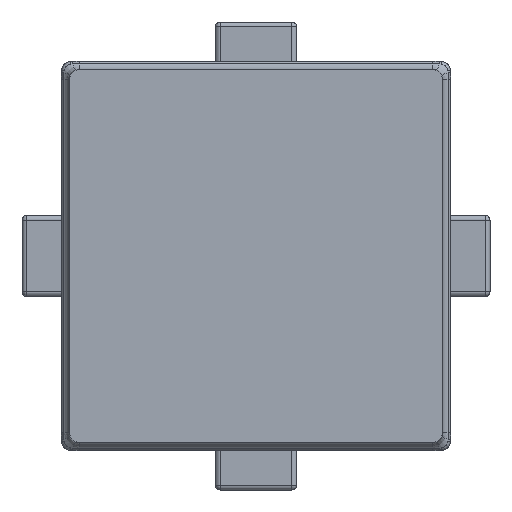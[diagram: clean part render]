
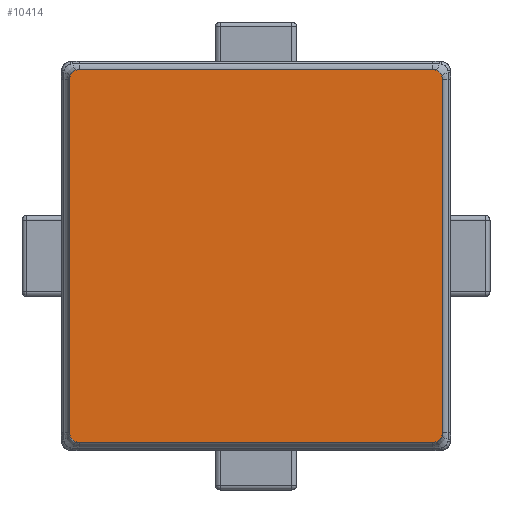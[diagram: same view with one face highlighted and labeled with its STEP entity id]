
A CAD part, front view. The second image highlights one B-rep face of the part: STEP entity #10414.
In plain terms, the highlighted planar face has unit normal (0, -1, 0).
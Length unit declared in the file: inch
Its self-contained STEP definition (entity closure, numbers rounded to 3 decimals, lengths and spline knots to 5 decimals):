
#3305=CARTESIAN_POINT('',(-1.085,-0.42,1.085));
#3306=DIRECTION('',(0.,-1.,0.));
#3307=DIRECTION('',(0.,0.,1.));
#3308=AXIS2_PLACEMENT_3D('',#3305,#3306,#3307);
#3335=CARTESIAN_POINT('',(1.085,-0.42,-1.085));
#3336=DIRECTION('',(0.,-1.,0.));
#3337=DIRECTION('',(0.,0.,-1.));
#3338=AXIS2_PLACEMENT_3D('',#3335,#3336,#3337);
#3365=DIRECTION('',(0.,0.,-1.));
#3366=VECTOR('',#3365,2.17);
#3367=CARTESIAN_POINT('',(1.145,-0.42,1.085));
#3368=LINE('',#3367,#3366);
#3381=CARTESIAN_POINT('',(1.085,-0.42,1.085));
#3382=DIRECTION('',(0.,-1.,0.));
#3383=DIRECTION('',(1.,0.,0.));
#3384=AXIS2_PLACEMENT_3D('',#3381,#3382,#3383);
#3411=DIRECTION('',(1.,0.,0.));
#3412=VECTOR('',#3411,2.17);
#3413=CARTESIAN_POINT('',(-1.085,-0.42,1.145));
#3414=LINE('',#3413,#3412);
#3427=DIRECTION('',(-1.,0.,0.));
#3428=VECTOR('',#3427,2.17);
#3429=CARTESIAN_POINT('',(1.085,-0.42,-1.145));
#3430=LINE('',#3429,#3428);
#3443=CARTESIAN_POINT('',(-1.085,-0.42,-1.085));
#3444=DIRECTION('',(0.,-1.,0.));
#3445=DIRECTION('',(-1.,0.,0.));
#3446=AXIS2_PLACEMENT_3D('',#3443,#3444,#3445);
#3473=DIRECTION('',(0.,0.,1.));
#3474=VECTOR('',#3473,2.17);
#3475=CARTESIAN_POINT('',(-1.145,-0.42,-1.085));
#3476=LINE('',#3475,#3474);
#3882=CARTESIAN_POINT('',(1.085,-0.42,-1.145));
#3883=CARTESIAN_POINT('',(1.145,-0.42,-1.085));
#3884=VERTEX_POINT('',#3882);
#3885=VERTEX_POINT('',#3883);
#3886=CARTESIAN_POINT('',(-1.085,-0.42,-1.145));
#3887=VERTEX_POINT('',#3886);
#3888=CARTESIAN_POINT('',(-1.145,-0.42,-1.085));
#3889=VERTEX_POINT('',#3888);
#3890=CARTESIAN_POINT('',(-1.145,-0.42,1.085));
#3891=VERTEX_POINT('',#3890);
#3892=CARTESIAN_POINT('',(-1.085,-0.42,1.145));
#3893=VERTEX_POINT('',#3892);
#3894=CARTESIAN_POINT('',(1.085,-0.42,1.145));
#3895=VERTEX_POINT('',#3894);
#3896=CARTESIAN_POINT('',(1.145,-0.42,1.085));
#3897=VERTEX_POINT('',#3896);
#10392=CARTESIAN_POINT('',(0.,-0.42,0.));
#10393=DIRECTION('',(0.,1.,0.));
#10394=DIRECTION('',(1.,0.,0.));
#10395=AXIS2_PLACEMENT_3D('',#10392,#10393,#10394);
#10396=PLANE('',#10395);
#10398=ORIENTED_EDGE('',*,*,#10397,.F.);
#10400=ORIENTED_EDGE('',*,*,#10399,.T.);
#10402=ORIENTED_EDGE('',*,*,#10401,.F.);
#10404=ORIENTED_EDGE('',*,*,#10403,.T.);
#10405=ORIENTED_EDGE('',*,*,#10380,.F.);
#10407=ORIENTED_EDGE('',*,*,#10406,.T.);
#10409=ORIENTED_EDGE('',*,*,#10408,.F.);
#10411=ORIENTED_EDGE('',*,*,#10410,.T.);
#10412=EDGE_LOOP('',(#10398,#10400,#10402,#10404,#10405,#10407,#10409,#10411));
#10413=FACE_OUTER_BOUND('',#10412,.F.);
#10414=ADVANCED_FACE('',(#10413),#10396,.F.);
#3309=CIRCLE('',#3308,0.06);
#3339=CIRCLE('',#3338,0.06);
#3385=CIRCLE('',#3384,0.06);
#3447=CIRCLE('',#3446,0.06);
#10380=EDGE_CURVE('',#3893,#3891,#3309,.T.);
#10397=EDGE_CURVE('',#3884,#3885,#3339,.T.);
#10399=EDGE_CURVE('',#3884,#3887,#3430,.T.);
#10401=EDGE_CURVE('',#3889,#3887,#3447,.T.);
#10403=EDGE_CURVE('',#3889,#3891,#3476,.T.);
#10406=EDGE_CURVE('',#3893,#3895,#3414,.T.);
#10408=EDGE_CURVE('',#3897,#3895,#3385,.T.);
#10410=EDGE_CURVE('',#3897,#3885,#3368,.T.);
